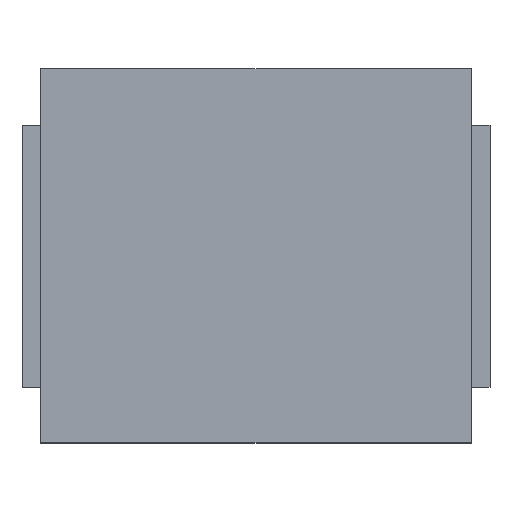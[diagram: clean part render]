
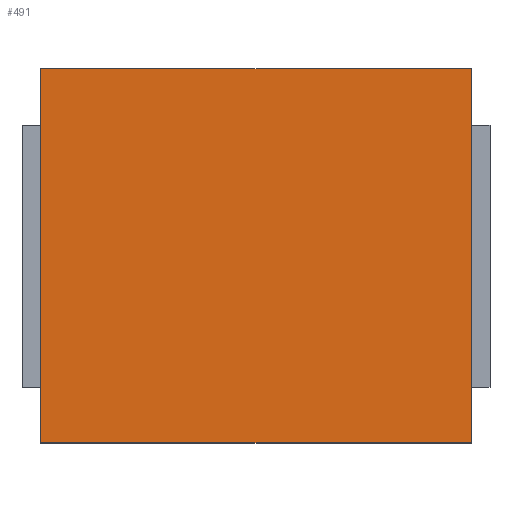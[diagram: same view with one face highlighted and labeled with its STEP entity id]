
A CAD part, top view. The second image highlights one B-rep face of the part: STEP entity #491.
In plain terms, the highlighted planar face has unit normal (0, 0, 1).
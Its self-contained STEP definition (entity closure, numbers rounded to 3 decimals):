
#84=ORIENTED_EDGE('',*,*,#158,.T.);
#85=ORIENTED_EDGE('',*,*,#126,.F.);
#86=ORIENTED_EDGE('',*,*,#157,.F.);
#87=ORIENTED_EDGE('',*,*,#161,.T.);
#126=EDGE_CURVE('',#174,#175,#206,.T.);
#157=EDGE_CURVE('',#195,#174,#237,.T.);
#158=EDGE_CURVE('',#196,#175,#238,.T.);
#161=EDGE_CURVE('',#195,#196,#241,.T.);
#174=VERTEX_POINT('',#624);
#175=VERTEX_POINT('',#626);
#195=VERTEX_POINT('',#687);
#196=VERTEX_POINT('',#691);
#206=LINE('',#625,#254);
#237=LINE('',#688,#285);
#238=LINE('',#690,#286);
#241=LINE('',#696,#289);
#254=VECTOR('',#532,1000.);
#285=VECTOR('',#585,1000.);
#286=VECTOR('',#588,1000.);
#289=VECTOR('',#593,1000.);
#309=EDGE_LOOP('',(#84,#85,#86,#87));
#327=FACE_BOUND('',#309,.T.);
#345=PLANE('',#516);
#491=ADVANCED_FACE('',(#327),#345,.F.);
#516=AXIS2_PLACEMENT_3D('',#695,#591,#592);
#532=DIRECTION('',(0.,1.,0.));
#585=DIRECTION('',(-1.,0.,0.));
#588=DIRECTION('',(-1.,0.,0.));
#591=DIRECTION('',(0.,0.,-1.));
#592=DIRECTION('',(-1.,0.,0.));
#593=DIRECTION('',(0.,1.,0.));
#624=CARTESIAN_POINT('',(-1.15,-1.,0.875));
#625=CARTESIAN_POINT('',(-1.15,-1.,0.875));
#626=CARTESIAN_POINT('',(-1.15,1.,0.875));
#687=CARTESIAN_POINT('',(1.15,-1.,0.875));
#688=CARTESIAN_POINT('',(1.15,-1.,0.875));
#690=CARTESIAN_POINT('',(1.15,1.,0.875));
#691=CARTESIAN_POINT('',(1.15,1.,0.875));
#695=CARTESIAN_POINT('',(1.15,-1.,0.875));
#696=CARTESIAN_POINT('',(1.15,-1.,0.875));
